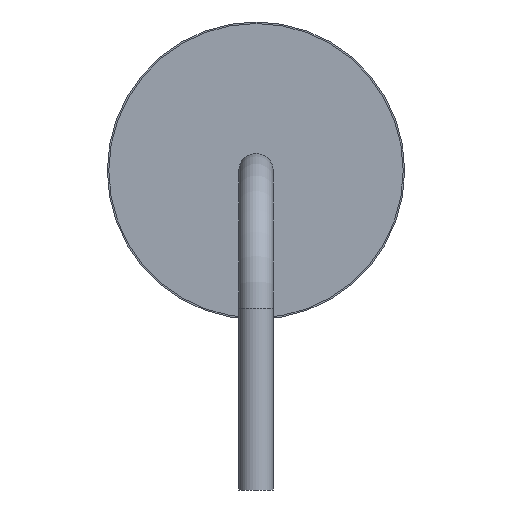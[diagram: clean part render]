
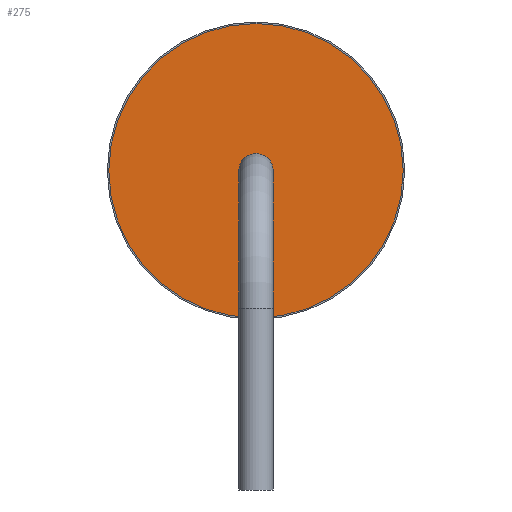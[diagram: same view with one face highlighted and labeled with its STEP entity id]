
A CAD part, left-side view. The second image highlights one B-rep face of the part: STEP entity #275.
In plain terms, the highlighted planar face has unit normal (-1, 0, 0).
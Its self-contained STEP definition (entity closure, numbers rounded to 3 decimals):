
#25=PLANE('',#302);
#40=ORIENTED_EDGE('',*,*,#63,.F.);
#41=ORIENTED_EDGE('',*,*,#57,.F.);
#57=EDGE_CURVE('',#71,#71,#85,.T.);
#63=EDGE_CURVE('',#77,#77,#91,.F.);
#71=VERTEX_POINT('',#383);
#77=VERTEX_POINT('',#401);
#85=CIRCLE('',#291,4.275);
#91=CIRCLE('',#303,0.5);
#110=EDGE_LOOP('',(#40));
#111=EDGE_LOOP('',(#41));
#138=FACE_BOUND('',#110,.T.);
#139=FACE_BOUND('',#111,.T.);
#275=ADVANCED_FACE('',(#138,#139),#25,.F.);
#291=AXIS2_PLACEMENT_3D('',#382,#324,#325);
#302=AXIS2_PLACEMENT_3D('',#399,#346,#347);
#303=AXIS2_PLACEMENT_3D('',#400,#348,#349);
#324=DIRECTION('',(1.,0.,0.));
#325=DIRECTION('',(0.,1.,0.));
#346=DIRECTION('',(1.,0.,0.));
#347=DIRECTION('',(0.,-1.,0.));
#348=DIRECTION('',(1.,0.,0.));
#349=DIRECTION('',(0.,-1.,0.));
#382=CARTESIAN_POINT('',(-75.946,0.,0.));
#383=CARTESIAN_POINT('',(-75.946,4.275,0.));
#399=CARTESIAN_POINT('',(-75.946,0.,0.));
#400=CARTESIAN_POINT('',(-75.946,0.,0.));
#401=CARTESIAN_POINT('',(-75.946,-0.5,0.));
